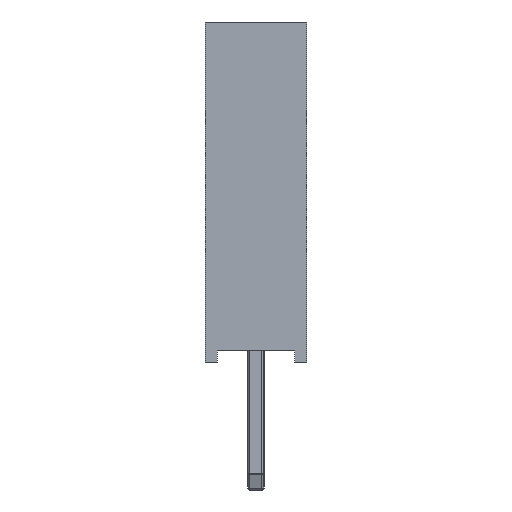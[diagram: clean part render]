
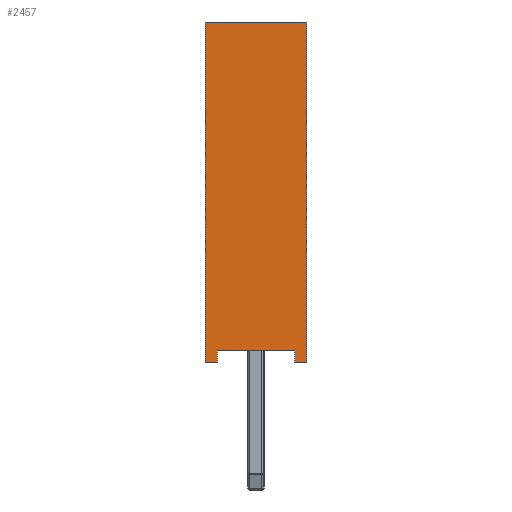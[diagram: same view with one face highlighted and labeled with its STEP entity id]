
A CAD part, left-side view. The second image highlights one B-rep face of the part: STEP entity #2457.
In plain terms, the highlighted planar face has unit normal (-1, 0, 0).
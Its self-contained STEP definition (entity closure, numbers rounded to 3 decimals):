
#361=FACE_OUTER_BOUND('',#512,.T.);
#512=EDGE_LOOP('',(#1613,#1614,#1615,#1616,#1617,#1618,#1619,#1620));
#678=LINE('',#3836,#864);
#680=LINE('',#3842,#866);
#683=LINE('',#3847,#869);
#688=LINE('',#3861,#874);
#689=LINE('',#3864,#875);
#692=LINE('',#3870,#878);
#693=LINE('',#3872,#879);
#694=LINE('',#3873,#880);
#864=VECTOR('',#3000,10.);
#866=VECTOR('',#3004,10.);
#869=VECTOR('',#3009,10.);
#874=VECTOR('',#3024,10.);
#875=VECTOR('',#3027,10.);
#878=VECTOR('',#3032,10.);
#879=VECTOR('',#3033,10.);
#880=VECTOR('',#3034,10.);
#1048=VERTEX_POINT('',#3830);
#1050=VERTEX_POINT('',#3834);
#1051=VERTEX_POINT('',#3838);
#1053=VERTEX_POINT('',#3841);
#1058=VERTEX_POINT('',#3859);
#1059=VERTEX_POINT('',#3863);
#1061=VERTEX_POINT('',#3869);
#1062=VERTEX_POINT('',#3871);
#1246=EDGE_CURVE('',#1048,#1050,#678,.T.);
#1248=EDGE_CURVE('',#1053,#1051,#680,.T.);
#1251=EDGE_CURVE('',#1050,#1053,#683,.T.);
#1260=EDGE_CURVE('',#1051,#1058,#688,.T.);
#1261=EDGE_CURVE('',#1059,#1048,#689,.T.);
#1264=EDGE_CURVE('',#1058,#1061,#692,.T.);
#1265=EDGE_CURVE('',#1062,#1061,#693,.T.);
#1266=EDGE_CURVE('',#1059,#1062,#694,.T.);
#1613=ORIENTED_EDGE('',*,*,#1246,.T.);
#1614=ORIENTED_EDGE('',*,*,#1251,.T.);
#1615=ORIENTED_EDGE('',*,*,#1248,.T.);
#1616=ORIENTED_EDGE('',*,*,#1260,.T.);
#1617=ORIENTED_EDGE('',*,*,#1264,.T.);
#1618=ORIENTED_EDGE('',*,*,#1265,.F.);
#1619=ORIENTED_EDGE('',*,*,#1266,.F.);
#1620=ORIENTED_EDGE('',*,*,#1261,.T.);
#2261=PLANE('',#2665);
#2457=ADVANCED_FACE('',(#361),#2261,.T.);
#2665=AXIS2_PLACEMENT_3D('',#3868,#3030,#3031);
#3000=DIRECTION('',(0.,0.,1.));
#3004=DIRECTION('',(0.,0.,-1.));
#3009=DIRECTION('',(0.,-1.,0.));
#3024=DIRECTION('',(0.,-1.,0.));
#3027=DIRECTION('',(0.,-1.,0.));
#3030=DIRECTION('center_axis',(-1.,0.,0.));
#3031=DIRECTION('ref_axis',(0.,-1.,0.));
#3032=DIRECTION('',(0.,0.,1.));
#3033=DIRECTION('',(0.,-1.,0.));
#3034=DIRECTION('',(0.,0.,1.));
#3830=CARTESIAN_POINT('',(-1.27,0.97,0.));
#3834=CARTESIAN_POINT('',(-1.27,0.97,0.3));
#3836=CARTESIAN_POINT('',(-1.27,0.97,0.));
#3838=CARTESIAN_POINT('',(-1.27,-0.97,0.));
#3841=CARTESIAN_POINT('',(-1.27,-0.97,0.3));
#3842=CARTESIAN_POINT('',(-1.27,-0.97,0.));
#3847=CARTESIAN_POINT('',(-1.27,0.635,0.3));
#3859=CARTESIAN_POINT('',(-1.27,-1.27,0.));
#3861=CARTESIAN_POINT('',(-1.27,1.27,0.));
#3863=CARTESIAN_POINT('',(-1.27,1.27,0.));
#3864=CARTESIAN_POINT('',(-1.27,1.27,0.));
#3868=CARTESIAN_POINT('Origin',(-1.27,1.27,0.));
#3869=CARTESIAN_POINT('',(-1.27,-1.27,8.5));
#3870=CARTESIAN_POINT('',(-1.27,-1.27,0.));
#3871=CARTESIAN_POINT('',(-1.27,1.27,8.5));
#3872=CARTESIAN_POINT('',(-1.27,1.27,8.5));
#3873=CARTESIAN_POINT('',(-1.27,1.27,0.));
